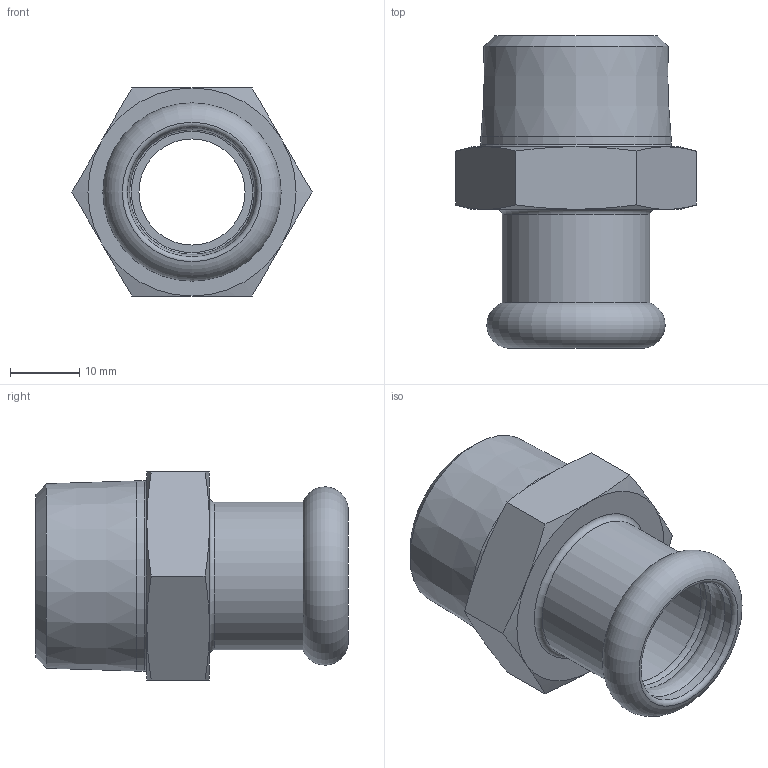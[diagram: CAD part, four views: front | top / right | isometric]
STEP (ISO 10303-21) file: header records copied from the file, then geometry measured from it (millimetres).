
FILE_DESCRIPTION(/* description */ ('MANICOTTO FILETTATO MASCHIO 3/4"X18'),/* implementation_level */ '2;1');
FILE_NAME(/* name */ '387304018_Steelpres.stp',/* time_stamp */ '2022-10-21T16:30:44+02:00',/* author */ ('Vault'),/* organization */ ('Raccorderie metalliche s.p.a. '),/* preprocessor_version */ 'ST-DEVELOPER v18.1',/* originating_system */ 'Autodesk Inventor 2020',/* authorisation */ 'Raccorderie metalliche s.p.a. ');
FILE_SCHEMA (('AUTOMOTIVE_DESIGN { 1 0 10303 214 3 1 1 }'));
Length unit declared in the file: millimetre
Products named in the file (1): 387304018_Steelpres
Bounding box: 34.64 x 45 x 30 mm (x, y, z)
Volume: 14043.3 mm3; surface area: 7138 mm2
Topology: 1 solids, 1 shells, 38 faces, 94 edges, 60 vertices
Faces by surface type: cone 15, plane 10, torus 7, cylinder 6
Full cylindrical faces by diameter (mm): 15.3 x1, 18.3 x1, 18.7 x2, 21.3 x1, 27.42 x1
Entity records: 1170 total; most frequent: CARTESIAN_POINT 241, DIRECTION 203, ORIENTED_EDGE 188, EDGE_CURVE 94, AXIS2_PLACEMENT_3D 94, VERTEX_POINT 60, CIRCLE 55, EDGE_LOOP 42
